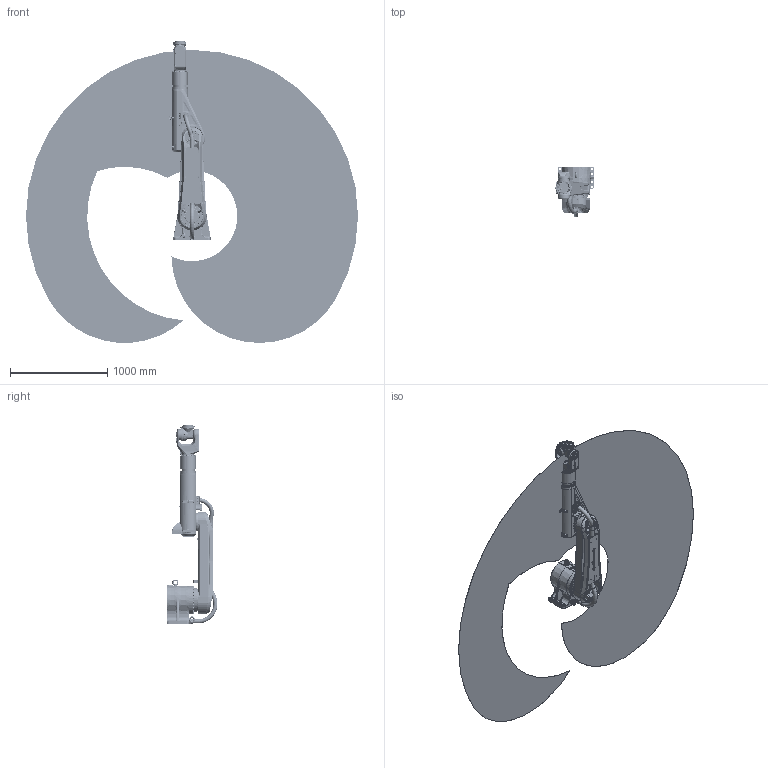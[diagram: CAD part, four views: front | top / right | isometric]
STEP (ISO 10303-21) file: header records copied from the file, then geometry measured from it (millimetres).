
FILE_DESCRIPTION(/* description */ (''),/* implementation_level */ '2;1');
FILE_NAME(/* name */ '3D-model_AT_30010.stp',/* time_stamp */ '2023-04-13T10:15:31+02:00',/* author */ ('tim.stocker'),/* organization */ (''),/* preprocessor_version */ 'ST-DEVELOPER v16.5',/* originating_system */ 'Autodesk Inventor 2017',/* authorisation */ '');
FILE_SCHEMA (('AUTOMOTIVE_DESIGN { 1 0 10303 214 3 1 1 }'));
Products named in the file (8): MT_WST00114050 Dummy Grundgestell; MT_WST00113339 Schulter DUMMY; MT_WST00112366 Handachse; DIN 580 - M8; MT_WST00112079 Kabel; MT_WST00105762 Schwinge; MT_WST00113254 Arbeitsbereich
Assembly tree (7 placements, depth 2):
   
    MT_WST00114050 Dummy Grundgestell
    MT_WST00113339 Schulter DUMMY
    MT_WST00112366 Handachse
    DIN 580 - M8
    MT_WST00112079 Kabel
    MT_WST00105762 Schwinge
    MT_WST00113254 Arbeitsbereich
Bounding box: 3409.35 x 521.98 x 3100.66 mm (x, y, z)
Volume: 89828214.5 mm3; surface area: 16949195.6 mm2
Topology: 7 solids, 9 shells, 4128 faces, 10050 edges, 6193 vertices
Faces by surface type: plane 1222, cylinder 1122, bspline 1091, torus 395, cone 214, sphere 84
Full cylindrical faces by diameter (mm): 2.459 x2, 2.5 x3, 3 x1, 3.242 x4, 3.8 x2, 4 x5, 4.134 x8, 4.5 x2, 4.917 x11, 6 x1, 6.3 x2, 6.6 x1, 6.647 x18, 7 x1, 7.53 x2, 7.6 x4, 7.8 x1, 8 x6, 8.5 x21, 9 x1, 9.5 x16, 9.9 x7, 10 x44, 10.106 x8, 11 x1, 11.5 x2, 11.6 x4, 12 x8, 13 x10, 14 x1
Entity records: 217119 total; most frequent: CARTESIAN_POINT 125952, ORIENTED_EDGE 17870, DIRECTION 17291, EDGE_CURVE 8933, AXIS2_PLACEMENT_3D 7414, VERTEX_POINT 5931, EDGE_LOOP 5290, FACE_OUTER_BOUND 4128
